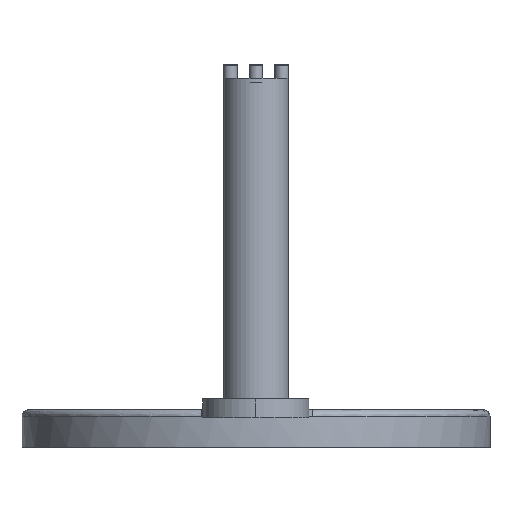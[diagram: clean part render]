
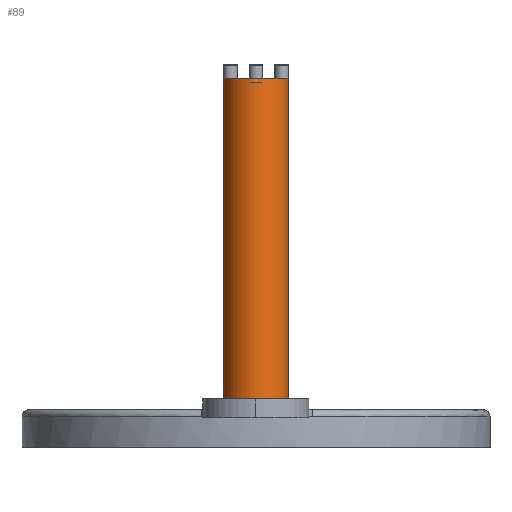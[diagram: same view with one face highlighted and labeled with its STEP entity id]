
A CAD part, front view. The second image highlights one B-rep face of the part: STEP entity #89.
In plain terms, the highlighted cylindrical face has radius 2.4 mm (diameter 4.8 mm), a partial arc.
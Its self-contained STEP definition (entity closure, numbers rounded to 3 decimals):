
#89=ADVANCED_FACE('',(#188),#1260,.T.);
#188=FACE_OUTER_BOUND('',#271,.T.);
#271=EDGE_LOOP('',(#465,#466,#467,#468));
#465=ORIENTED_EDGE('',*,*,#763,.T.);
#466=ORIENTED_EDGE('',*,*,#758,.T.);
#467=ORIENTED_EDGE('',*,*,#764,.F.);
#468=ORIENTED_EDGE('',*,*,#762,.F.);
#758=EDGE_CURVE('',#1142,#1144,#922,.T.);
#762=EDGE_CURVE('',#1146,#1147,#924,.T.);
#763=EDGE_CURVE('',#1146,#1142,#1004,.T.);
#764=EDGE_CURVE('',#1147,#1144,#1005,.T.);
#922=B_SPLINE_CURVE_WITH_KNOTS('',1,(#1926,#1927),.UNSPECIFIED.,.F.,.F.,
(2,2),(0.,25.551),.UNSPECIFIED.);
#924=B_SPLINE_CURVE_WITH_KNOTS('',1,(#1940,#1941),.UNSPECIFIED.,.F.,.F.,
(2,2),(0.,25.551),.UNSPECIFIED.);
#1004=(
BOUNDED_CURVE()
B_SPLINE_CURVE(2,(#1942,#1943,#1944,#1945,#1946),.UNSPECIFIED.,.F.,.F.)
B_SPLINE_CURVE_WITH_KNOTS((3,2,3),(7.54,11.31,15.08),
 .UNSPECIFIED.)
CURVE()
GEOMETRIC_REPRESENTATION_ITEM()
RATIONAL_B_SPLINE_CURVE((1.,0.707,1.,0.707,1.))
REPRESENTATION_ITEM('')
);
#1005=(
BOUNDED_CURVE()
B_SPLINE_CURVE(2,(#1947,#1948,#1949,#1950,#1951),.UNSPECIFIED.,.F.,.F.)
B_SPLINE_CURVE_WITH_KNOTS((3,2,3),(7.54,11.31,15.08),
 .UNSPECIFIED.)
CURVE()
GEOMETRIC_REPRESENTATION_ITEM()
RATIONAL_B_SPLINE_CURVE((1.,0.707,1.,0.707,1.))
REPRESENTATION_ITEM('')
);
#1142=VERTEX_POINT('',#1908);
#1144=VERTEX_POINT('',#1910);
#1146=VERTEX_POINT('',#1912);
#1147=VERTEX_POINT('',#1913);
#1260=CYLINDRICAL_SURFACE('',#1438,2.4);
#1438=AXIS2_PLACEMENT_3D('',#1903,#1519,$);
#1519=DIRECTION('',(0.,0.,-1.));
#1903=CARTESIAN_POINT('',(0.,0.,14.476));
#1908=CARTESIAN_POINT('',(2.4,0.,1.7));
#1910=CARTESIAN_POINT('',(2.4,0.,27.251));
#1912=CARTESIAN_POINT('',(-2.4,0.,1.7));
#1913=CARTESIAN_POINT('',(-2.4,0.,27.251));
#1926=CARTESIAN_POINT('',(2.4,0.,1.7));
#1927=CARTESIAN_POINT('',(2.4,0.,27.251));
#1940=CARTESIAN_POINT('',(-2.4,0.,1.7));
#1941=CARTESIAN_POINT('',(-2.4,0.,27.251));
#1942=CARTESIAN_POINT('',(-2.4,0.,1.7));
#1943=CARTESIAN_POINT('',(-2.4,-2.4,1.7));
#1944=CARTESIAN_POINT('',(0.,-2.4,1.7));
#1945=CARTESIAN_POINT('',(2.4,-2.4,1.7));
#1946=CARTESIAN_POINT('',(2.4,0.,1.7));
#1947=CARTESIAN_POINT('',(-2.4,0.,27.251));
#1948=CARTESIAN_POINT('',(-2.4,-2.4,27.251));
#1949=CARTESIAN_POINT('',(0.,-2.4,27.251));
#1950=CARTESIAN_POINT('',(2.4,-2.4,27.251));
#1951=CARTESIAN_POINT('',(2.4,0.,27.251));
